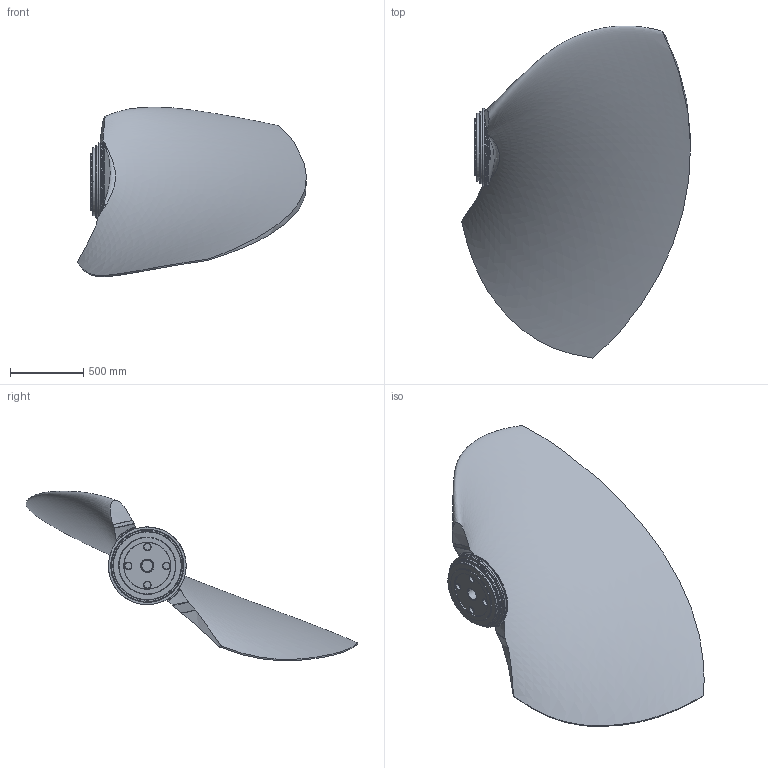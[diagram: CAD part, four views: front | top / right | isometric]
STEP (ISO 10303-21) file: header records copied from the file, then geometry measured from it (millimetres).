
FILE_DESCRIPTION(/* description */ (''),/* implementation_level */ '2;1');
FILE_NAME(/* name */ 'Kaplan blade_machined_Rhino',/* time_stamp */ '2014-09-24T13:49:33+02:00',/* author */ (''),/* organization */ (''),/* preprocessor_version */ 'ST-DEVELOPER v10',/* originating_system */ '',/* authorisation */ '');
FILE_SCHEMA (('CONFIG_CONTROL_DESIGN'));
Length unit declared in the file: millimetre
Products named in the file (1): 1
Bounding box: 1565.8 x 2268.74 x 1159.37 mm (x, y, z)
Volume: 300916663.7 mm3; surface area: 6931822.3 mm2
Topology: 1 solids, 1 shells, 236 faces, 606 edges, 390 vertices
Faces by surface type: bspline 189, plane 47
Entity records: 21970 total; most frequent: CARTESIAN_POINT 18341, ORIENTED_EDGE 1212, EDGE_CURVE 606, B_SPLINE_CURVE_WITH_KNOTS 401, VERTEX_POINT 390, EDGE_LOOP 254, ADVANCED_FACE 236, FACE_OUTER_BOUND 236
